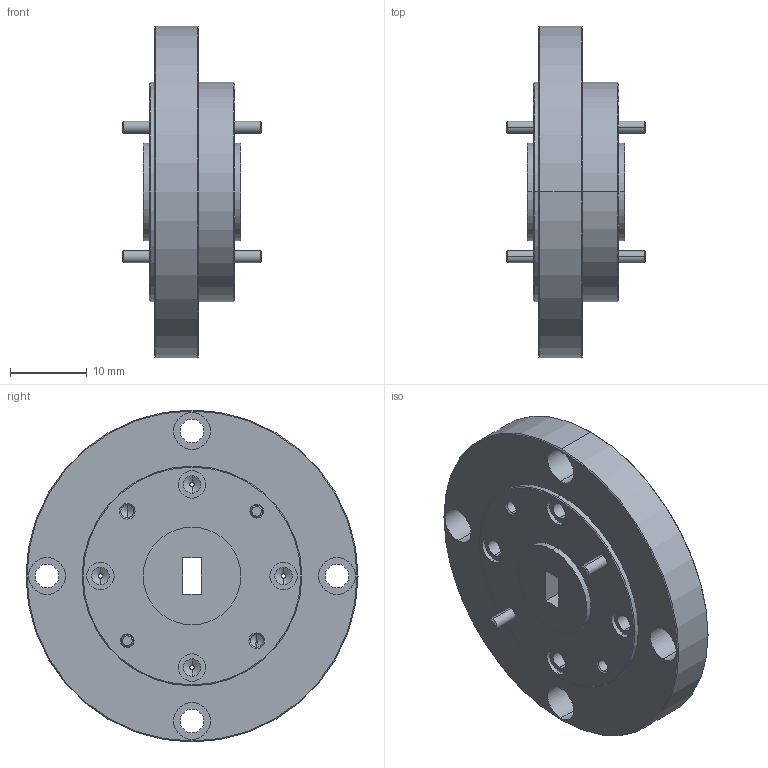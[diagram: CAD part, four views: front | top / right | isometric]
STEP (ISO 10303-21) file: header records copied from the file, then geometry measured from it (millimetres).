
FILE_DESCRIPTION (( 'STEP AP203' ), '1' );
FILE_NAME ('DMWW-19-105-B.STEP', '2017-06-09T22:14:28', ( '' ), ( '' ), 'SwSTEP 2.0', 'SolidWorks 2013', '' );
FILE_SCHEMA (( 'CONFIG_CONTROL_DESIGN' ));
Length unit declared in the file: inch
Products named in the file (1): DMWW-19-105-B
Bounding box: 18.16 x 43.18 x 43.18 mm (x, y, z)
Volume: 10866.9 mm3; surface area: 5638.6 mm2
Topology: 5 solids, 5 shells, 187 faces, 426 edges, 258 vertices
Faces by surface type: cylinder 84, cone 72, plane 31
Entity records: 5305 total; most frequent: DIRECTION 1028, CARTESIAN_POINT 856, ORIENTED_EDGE 820, AXIS2_PLACEMENT_3D 430, EDGE_CURVE 410, VERTEX_POINT 258, CIRCLE 242, EDGE_LOOP 230
